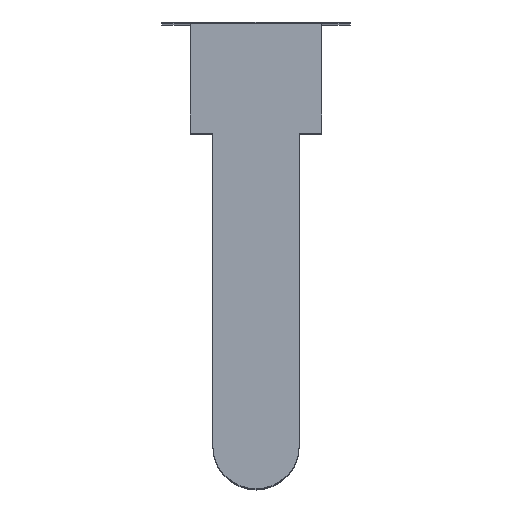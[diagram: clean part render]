
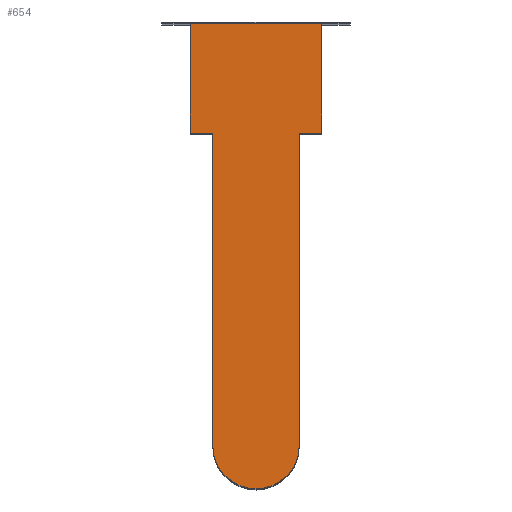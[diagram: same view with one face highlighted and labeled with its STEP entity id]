
A CAD part, top view. The second image highlights one B-rep face of the part: STEP entity #654.
In plain terms, the highlighted planar face has unit normal (0, 0, 1).
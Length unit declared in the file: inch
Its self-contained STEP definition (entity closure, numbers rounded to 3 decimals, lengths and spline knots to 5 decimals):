
#21=CIRCLE($,#692,0.023);
#43=FACE_OUTER_BOUND($,#79,.T.);
#79=EDGE_LOOP($,(#526,#527,#528,#529,#530,#531,#532,#533));
#134=LINE($,#970,#220);
#142=LINE($,#988,#228);
#144=LINE($,#992,#230);
#146=LINE($,#996,#232);
#149=LINE($,#1004,#235);
#151=LINE($,#1008,#237);
#153=LINE($,#1011,#239);
#220=VECTOR($,#783,0.07);
#228=VECTOR($,#797,0.058);
#230=VECTOR($,#801,0.012);
#232=VECTOR($,#805,0.166);
#235=VECTOR($,#814,0.166);
#237=VECTOR($,#818,0.012);
#239=VECTOR($,#822,0.058);
#296=VERTEX_POINT($,#967);
#297=VERTEX_POINT($,#969);
#304=VERTEX_POINT($,#987);
#305=VERTEX_POINT($,#991);
#306=VERTEX_POINT($,#995);
#307=VERTEX_POINT($,#999);
#308=VERTEX_POINT($,#1003);
#309=VERTEX_POINT($,#1007);
#368=EDGE_CURVE($,#296,#297,#134,.T.);
#377=EDGE_CURVE($,#297,#304,#142,.T.);
#379=EDGE_CURVE($,#304,#305,#144,.T.);
#381=EDGE_CURVE($,#305,#306,#146,.T.);
#383=EDGE_CURVE($,#306,#307,#21,.T.);
#385=EDGE_CURVE($,#307,#308,#149,.T.);
#387=EDGE_CURVE($,#308,#309,#151,.T.);
#389=EDGE_CURVE($,#309,#296,#153,.T.);
#526=ORIENTED_EDGE($,*,*,#368,.F.);
#527=ORIENTED_EDGE($,*,*,#389,.F.);
#528=ORIENTED_EDGE($,*,*,#387,.F.);
#529=ORIENTED_EDGE($,*,*,#385,.F.);
#530=ORIENTED_EDGE($,*,*,#383,.F.);
#531=ORIENTED_EDGE($,*,*,#381,.F.);
#532=ORIENTED_EDGE($,*,*,#379,.F.);
#533=ORIENTED_EDGE($,*,*,#377,.F.);
#620=PLANE($,#696);
#654=ADVANCED_FACE($,(#43),#620,.T.);
#692=AXIS2_PLACEMENT_3D($,#1000,#809,#810);
#696=AXIS2_PLACEMENT_3D($,#1012,#823,#824);
#783=DIRECTION($,(1.,0.,0.));
#797=DIRECTION($,(0.,-1.,0.));
#801=DIRECTION($,(-1.,0.,0.));
#805=DIRECTION($,(0.,-1.,0.));
#809=DIRECTION('center_axis',(0.,0.,-1.));
#810=DIRECTION('ref_axis',(-1.,0.,0.));
#814=DIRECTION($,(0.,1.,0.));
#818=DIRECTION($,(-1.,0.,0.));
#822=DIRECTION($,(0.,1.,0.));
#823=DIRECTION('center_axis',(0.,0.,
1.));
#824=DIRECTION('ref_axis',(1.,0.,0.));
#967=CARTESIAN_POINT('',(-0.035,0.01,0.2005));
#969=CARTESIAN_POINT('',(0.035,0.01,0.2005));
#970=CARTESIAN_POINT($,(0.035,0.01,0.2005));
#987=CARTESIAN_POINT('',(0.035,-0.048,0.2005));
#988=CARTESIAN_POINT($,(0.035,-0.048,0.2005));
#991=CARTESIAN_POINT('',(0.023,-0.048,0.2005));
#992=CARTESIAN_POINT($,(0.023,-0.048,0.2005));
#995=CARTESIAN_POINT('',(0.023,-0.214,0.2005));
#996=CARTESIAN_POINT($,(0.023,-0.214,0.2005));
#999=CARTESIAN_POINT('',(-0.023,-0.214,0.2005));
#1000=CARTESIAN_POINT('Origin',(0.,-0.214,0.2005));
#1003=CARTESIAN_POINT('',(-0.023,-0.048,0.2005));
#1004=CARTESIAN_POINT($,(-0.023,-0.048,0.2005));
#1007=CARTESIAN_POINT('',(-0.035,-0.048,0.2005));
#1008=CARTESIAN_POINT($,(-0.035,-0.048,0.2005));
#1011=CARTESIAN_POINT($,(-0.035,0.01,0.2005));
#1012=CARTESIAN_POINT('Origin',(0.,-0.10185,
0.2005));
